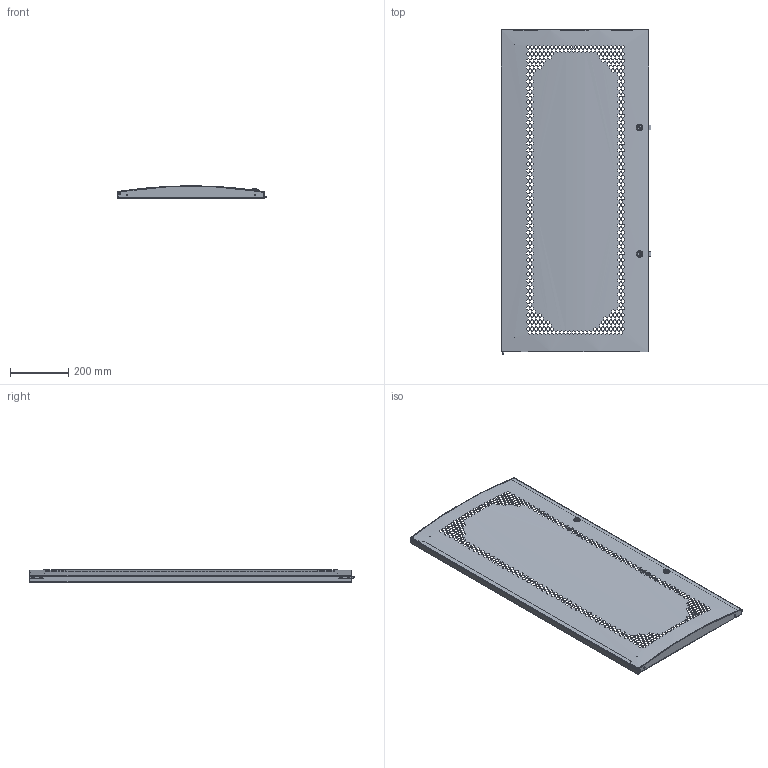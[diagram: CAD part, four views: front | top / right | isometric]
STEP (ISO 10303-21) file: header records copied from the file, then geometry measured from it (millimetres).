
FILE_DESCRIPTION (( 'STEP AP203' ), '1' );
FILE_NAME ('LE05-24U6X-DP.STEP', '2025-08-25T06:46:36', ( '' ), ( '' ), 'SwSTEP 2.0', 'SolidWorks 2022', '' );
FILE_SCHEMA (( 'CONFIG_CONTROL_DESIGN' ));
Products named in the file (1): LE05-24U6X-DP
Bounding box: 513.76 x 1111.1 x 42 mm (x, y, z)
Volume: 1002811.7 mm3; surface area: 1407508.9 mm2
Topology: 14 solids, 14 shells, 2891 faces, 8414 edges, 5564 vertices
Faces by surface type: bspline 1608, plane 1099, cylinder 147, cone 14, sphere 14, torus 9
Entity records: 104783 total; most frequent: CARTESIAN_POINT 42404, ORIENTED_EDGE 16816, EDGE_CURVE 8408, DIRECTION 5734, B_SPLINE_CURVE_WITH_KNOTS 5630, VERTEX_POINT 5562, EDGE_LOOP 3750, FACE_OUTER_BOUND 2891
